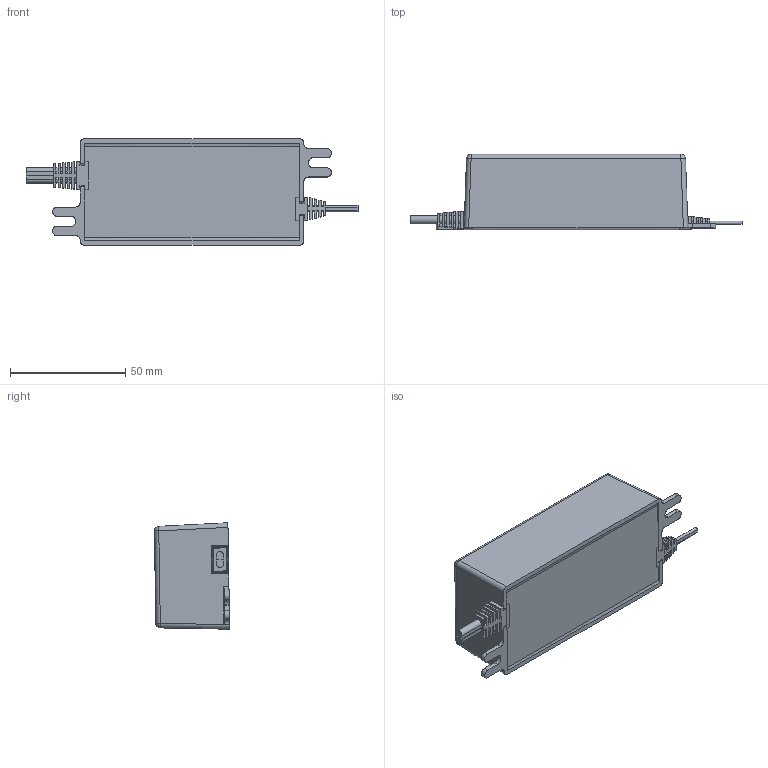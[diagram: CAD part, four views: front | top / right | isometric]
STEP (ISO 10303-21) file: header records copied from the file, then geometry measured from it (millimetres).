
FILE_DESCRIPTION((''),'2;1');
FILE_NAME('GS-2149_ASM','2022-11-04T16:14:52',('rd05'),(''),'CREO PARAMETRIC BY PTC INC, 2018050','CREO PARAMETRIC BY PTC INC, 2018050','');
FILE_SCHEMA(('CONFIG_CONTROL_DESIGN','GEOMETRIC_VALIDATION_PROPERTIES_MIM'));
Length unit declared in the file: millimetre
Products named in the file (27): ENCLOSURE1; PCB; TRANSFORMER; HS1; HEATSINK_PIN; HS1_ASM; HS2; LF1; C11; CX1; LF2; C2; MOS; MOS1; FUSE; MOV; CY1; C4; C5; C7; U2; C9; D; PCB_ASSY_ASM; SPT-2--INPUT1; OUTPUT; GS-2149_ASM
Assembly tree (32 placements, depth 4):
  GS-2149_ASM
    ENCLOSURE1
    PCB_ASSY_ASM
      PCB
      TRANSFORMER
      HS1_ASM
        HS1
        HEATSINK_PIN  x2
      HS2
      LF1
      C11  x2
      CX1
      LF2
      C2
      MOS
      MOS1
      FUSE  x2
      MOV
      CY1
      C4
      C5
      C7
      U2
      C9
      D  x4
    SPT-2--INPUT1
    OUTPUT
Bounding box: 144.2 x 32.7 x 46.23 mm (x, y, z)
Volume: 174097.3 mm3; surface area: 44771.2 mm2
Topology: 30 solids, 30 shells, 633 faces, 1558 edges, 1006 vertices
Faces by surface type: plane 385, cylinder 182, torus 40, sphere 12, bspline 8, cone 4, extrusion 2
Entity records: 24235 total; most frequent: CARTESIAN_POINT 3892, DIRECTION 2998, ORIENTED_EDGE 2832, PRESENTATION_STYLE_ASSIGNMENT 1485, STYLED_ITEM 1440, CURVE_STYLE 1416, EDGE_CURVE 1416, AXIS2_PLACEMENT_3D 1007
